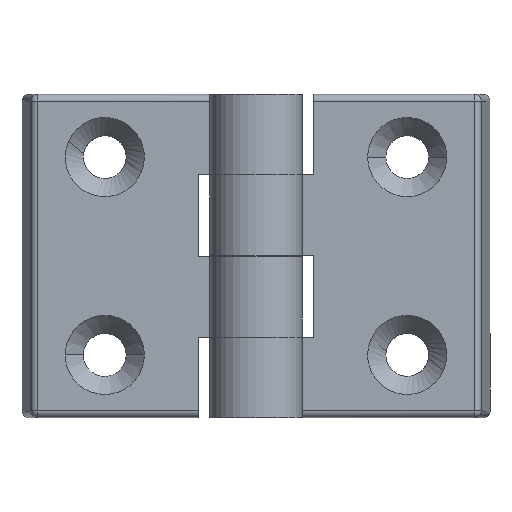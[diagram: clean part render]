
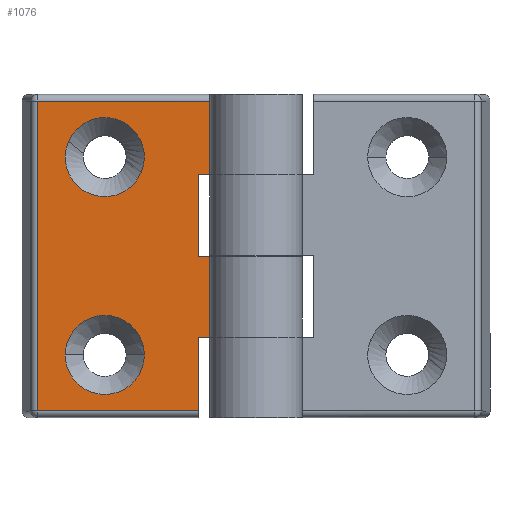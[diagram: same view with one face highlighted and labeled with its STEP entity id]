
A CAD part, top view. The second image highlights one B-rep face of the part: STEP entity #1076.
In plain terms, the highlighted planar face has unit normal (0, 0, 1).
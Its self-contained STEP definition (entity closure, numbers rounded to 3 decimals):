
#15 = LINE ( 'NONE', #1719, #431 ) ;
#24 = CARTESIAN_POINT ( 'NONE',  ( 11.92, -21.4, 4. ) ) ;
#32 = VECTOR ( 'NONE', #44, 1000. ) ;
#40 = DIRECTION ( 'NONE',  ( 1., 0., 0. ) ) ;
#44 = DIRECTION ( 'NONE',  ( 1., 0., 0. ) ) ;
#58 = FACE_OUTER_BOUND ( 'NONE', #695, .T. ) ;
#76 = VECTOR ( 'NONE', #753, 1000. ) ;
#93 = CARTESIAN_POINT ( 'NONE',  ( -12.5, 0., 4. ) ) ;
#97 = CARTESIAN_POINT ( 'NONE',  ( 1.7, 17.1, 4. ) ) ;
#101 = CARTESIAN_POINT ( 'NONE',  ( 7.205, -15.286, 4. ) ) ;
#102 = ORIENTED_EDGE ( 'NONE', *, *, #438, .T. ) ;
#142 = DIRECTION ( 'NONE',  ( 1., 0., 0. ) ) ;
#149 = CARTESIAN_POINT ( 'NONE',  ( -12.5, 0., 4. ) ) ;
#156 = ORIENTED_EDGE ( 'NONE', *, *, #1858, .T. ) ;
#168 = DIRECTION ( 'NONE',  ( 1., 0., 0. ) ) ;
#188 = CARTESIAN_POINT ( 'NONE',  ( -14.25, 2.2, 4. ) ) ;
#194 = EDGE_CURVE ( 'NONE', #682, #766, #1691, .T. ) ;
#199 = ORIENTED_EDGE ( 'NONE', *, *, #1544, .F. ) ;
#203 = FACE_BOUND ( 'NONE', #814, .T. ) ;
#212 = EDGE_LOOP ( 'NONE', ( #872, #515 ) ) ;
#248 = LINE ( 'NONE', #1772, #1616 ) ;
#307 = CIRCLE ( 'NONE', #847, 6. ) ;
#324 = VECTOR ( 'NONE', #1125, 1000. ) ;
#369 = CARTESIAN_POINT ( 'NONE',  ( 11.92, 0., 4. ) ) ;
#374 = LINE ( 'NONE', #803, #1235 ) ;
#375 = DIRECTION ( 'NONE',  ( 1., 0., 0. ) ) ;
#380 = EDGE_CURVE ( 'NONE', #1694, #1220, #1427, .T. ) ;
#403 = VECTOR ( 'NONE', #1471, 1000. ) ;
#408 = CARTESIAN_POINT ( 'NONE',  ( 0., -10.2, 4. ) ) ;
#431 = VECTOR ( 'NONE', #1568, 1000. ) ;
#432 = DIRECTION ( 'NONE',  ( 1., 0., 0. ) ) ;
#438 = EDGE_CURVE ( 'NONE', #1796, #892, #1970, .T. ) ;
#444 = DIRECTION ( 'NONE',  ( 0., 1., 0. ) ) ;
#467 = VERTEX_POINT ( 'NONE', #1822 ) ;
#468 = CIRCLE ( 'NONE', #1689, 6. ) ;
#483 = CARTESIAN_POINT ( 'NONE',  ( 1.7, -12.9, 4. ) ) ;
#507 = CARTESIAN_POINT ( 'NONE',  ( -14.25, -10.2, 4. ) ) ;
#509 = DIRECTION ( 'NONE',  ( 0., 0., 1. ) ) ;
#511 = ORIENTED_EDGE ( 'NONE', *, *, #194, .T. ) ;
#515 = ORIENTED_EDGE ( 'NONE', *, *, #537, .F. ) ;
#524 = VECTOR ( 'NONE', #444, 1000. ) ;
#537 = EDGE_CURVE ( 'NONE', #1220, #1694, #468, .T. ) ;
#543 = ORIENTED_EDGE ( 'NONE', *, *, #1009, .T. ) ;
#544 = CARTESIAN_POINT ( 'NONE',  ( 1.7, 17.1, 4. ) ) ;
#569 = DIRECTION ( 'NONE',  ( 0., 0., 1. ) ) ;
#570 = DIRECTION ( 'NONE',  ( 1., 0., 0. ) ) ;
#633 = AXIS2_PLACEMENT_3D ( 'NONE', #97, #1465, #570 ) ;
#661 = EDGE_CURVE ( 'NONE', #892, #1514, #987, .T. ) ;
#670 = CARTESIAN_POINT ( 'NONE',  ( -14.25, 26.6, 4. ) ) ;
#677 = PLANE ( 'NONE',  #1135 ) ;
#682 = VERTEX_POINT ( 'NONE', #1607 ) ;
#695 = EDGE_LOOP ( 'NONE', ( #827, #156, #1536, #199, #1485, #717, #511, #731, #543, #102 ) ) ;
#712 = CARTESIAN_POINT ( 'NONE',  ( -14.25, -21.4, 4. ) ) ;
#717 = ORIENTED_EDGE ( 'NONE', *, *, #1269, .T. ) ;
#724 = EDGE_CURVE ( 'NONE', #1603, #467, #307, .T. ) ;
#731 = ORIENTED_EDGE ( 'NONE', *, *, #1214, .F. ) ;
#732 = CARTESIAN_POINT ( 'NONE',  ( -3.805, -10.514, 4. ) ) ;
#743 = EDGE_CURVE ( 'NONE', #1153, #1519, #1428, .T. ) ;
#753 = DIRECTION ( 'NONE',  ( 0., -1., 0. ) ) ;
#766 = VERTEX_POINT ( 'NONE', #1907 ) ;
#803 = CARTESIAN_POINT ( 'NONE',  ( -12.5, 25.6, 4. ) ) ;
#814 = EDGE_LOOP ( 'NONE', ( #1046, #1403 ) ) ;
#817 = CARTESIAN_POINT ( 'NONE',  ( -12.5, 14.4, 4. ) ) ;
#821 = EDGE_CURVE ( 'NONE', #1074, #1646, #1480, .T. ) ;
#826 = CARTESIAN_POINT ( 'NONE',  ( -14.25, 14.4, 4. ) ) ;
#827 = ORIENTED_EDGE ( 'NONE', *, *, #661, .T. ) ;
#836 = LINE ( 'NONE', #408, #1169 ) ;
#847 = AXIS2_PLACEMENT_3D ( 'NONE', #544, #1617, #40 ) ;
#872 = ORIENTED_EDGE ( 'NONE', *, *, #380, .F. ) ;
#892 = VERTEX_POINT ( 'NONE', #24 ) ;
#957 = DIRECTION ( 'NONE',  ( 0., 0., 1. ) ) ;
#976 = CARTESIAN_POINT ( 'NONE',  ( 0., 0., 4. ) ) ;
#981 = CARTESIAN_POINT ( 'NONE',  ( 11.92, 25.6, 4. ) ) ;
#987 = LINE ( 'NONE', #369, #403 ) ;
#1009 = EDGE_CURVE ( 'NONE', #1893, #1796, #15, .T. ) ;
#1046 = ORIENTED_EDGE ( 'NONE', *, *, #724, .F. ) ;
#1074 = VERTEX_POINT ( 'NONE', #817 ) ;
#1076 = ADVANCED_FACE ( 'NONE', ( #203, #1764, #58 ), #677, .T. ) ;
#1104 = CIRCLE ( 'NONE', #633, 6. ) ;
#1105 = VECTOR ( 'NONE', #1183, 1000. ) ;
#1125 = DIRECTION ( 'NONE',  ( 0., -1., 0. ) ) ;
#1135 = AXIS2_PLACEMENT_3D ( 'NONE', #976, #509, #375 ) ;
#1153 = VERTEX_POINT ( 'NONE', #826 ) ;
#1169 = VECTOR ( 'NONE', #1487, 1000. ) ;
#1183 = DIRECTION ( 'NONE',  ( 1., 0., 0. ) ) ;
#1214 = EDGE_CURVE ( 'NONE', #1893, #766, #836, .T. ) ;
#1220 = VERTEX_POINT ( 'NONE', #101 ) ;
#1235 = VECTOR ( 'NONE', #1900, 1000. ) ;
#1269 = EDGE_CURVE ( 'NONE', #1519, #682, #248, .T. ) ;
#1403 = ORIENTED_EDGE ( 'NONE', *, *, #1724, .F. ) ;
#1418 = LINE ( 'NONE', #1896, #32 ) ;
#1427 = CIRCLE ( 'NONE', #1716, 6. ) ;
#1428 = LINE ( 'NONE', #670, #324 ) ;
#1434 = CARTESIAN_POINT ( 'NONE',  ( 7.7, 17.1, 4. ) ) ;
#1443 = CARTESIAN_POINT ( 'NONE',  ( -12.5, 25.6, 4. ) ) ;
#1465 = DIRECTION ( 'NONE',  ( 0., 0., 1. ) ) ;
#1471 = DIRECTION ( 'NONE',  ( 0., 1., 0. ) ) ;
#1480 = LINE ( 'NONE', #93, #524 ) ;
#1485 = ORIENTED_EDGE ( 'NONE', *, *, #743, .T. ) ;
#1487 = DIRECTION ( 'NONE',  ( 1., 0., 0. ) ) ;
#1514 = VERTEX_POINT ( 'NONE', #981 ) ;
#1519 = VERTEX_POINT ( 'NONE', #188 ) ;
#1536 = ORIENTED_EDGE ( 'NONE', *, *, #821, .F. ) ;
#1544 = EDGE_CURVE ( 'NONE', #1153, #1074, #1418, .T. ) ;
#1568 = DIRECTION ( 'NONE',  ( 0., -1., 0. ) ) ;
#1603 = VERTEX_POINT ( 'NONE', #1434 ) ;
#1607 = CARTESIAN_POINT ( 'NONE',  ( -12.5, 2.2, 4. ) ) ;
#1616 = VECTOR ( 'NONE', #432, 1000. ) ;
#1617 = DIRECTION ( 'NONE',  ( 0., 0., 1. ) ) ;
#1646 = VERTEX_POINT ( 'NONE', #1443 ) ;
#1650 = CARTESIAN_POINT ( 'NONE',  ( 12.75, -21.4, 4. ) ) ;
#1689 = AXIS2_PLACEMENT_3D ( 'NONE', #483, #957, #168 ) ;
#1691 = LINE ( 'NONE', #149, #76 ) ;
#1694 = VERTEX_POINT ( 'NONE', #732 ) ;
#1716 = AXIS2_PLACEMENT_3D ( 'NONE', #1947, #569, #142 ) ;
#1719 = CARTESIAN_POINT ( 'NONE',  ( -14.25, 26.6, 4. ) ) ;
#1724 = EDGE_CURVE ( 'NONE', #467, #1603, #1104, .T. ) ;
#1764 = FACE_BOUND ( 'NONE', #212, .T. ) ;
#1772 = CARTESIAN_POINT ( 'NONE',  ( 0., 2.2, 4. ) ) ;
#1796 = VERTEX_POINT ( 'NONE', #712 ) ;
#1822 = CARTESIAN_POINT ( 'NONE',  ( -4.3, 17.1, 4. ) ) ;
#1858 = EDGE_CURVE ( 'NONE', #1514, #1646, #374, .T. ) ;
#1893 = VERTEX_POINT ( 'NONE', #507 ) ;
#1896 = CARTESIAN_POINT ( 'NONE',  ( 0., 14.4, 4. ) ) ;
#1900 = DIRECTION ( 'NONE',  ( -1., 0., 0. ) ) ;
#1907 = CARTESIAN_POINT ( 'NONE',  ( -12.5, -10.2, 4. ) ) ;
#1947 = CARTESIAN_POINT ( 'NONE',  ( 1.7, -12.9, 4. ) ) ;
#1970 = LINE ( 'NONE', #1650, #1105 ) ;
